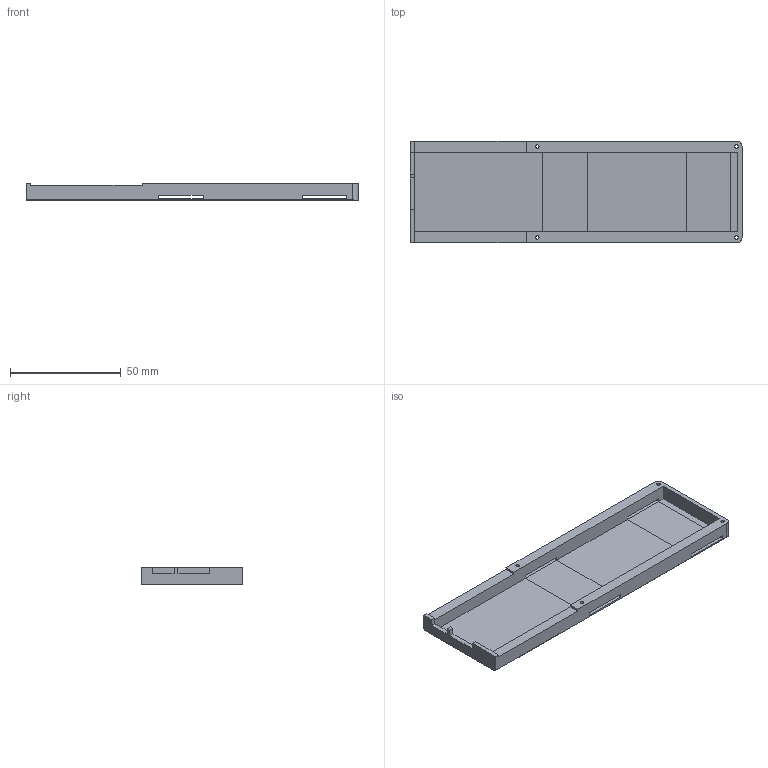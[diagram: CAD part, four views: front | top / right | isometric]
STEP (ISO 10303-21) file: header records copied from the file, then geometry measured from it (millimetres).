
FILE_DESCRIPTION(('FreeCAD Model'),'2;1');
FILE_NAME('case.step', '2015-03-02T17:35:04',('FreeCAD'),('FreeCAD'), 'Open CASCADE STEP processor 6.7','FreeCAD','Unknown');
FILE_SCHEMA(('AUTOMOTIVE_DESIGN_CC2 { 1 2 10303 214 -1 1 5 4 }'));
Length unit declared in the file: millimetre
Products named in the file (1): Simple
Bounding box: 150 x 46 x 8 mm (x, y, z)
Volume: 17035.6 mm3; surface area: 19836.4 mm2
Topology: 1 solids, 1 shells, 54 faces, 149 edges, 93 vertices
Faces by surface type: plane 48, cylinder 6
Full cylindrical faces by diameter (mm): 1.6 x4
Entity records: 3673 total; most frequent: CARTESIAN_POINT 723, DIRECTION 517, LINE 377, VECTOR 377, ORIENTED_EDGE 298, PCURVE 298, DEFINITIONAL_REPRESENTATION 298, EDGE_CURVE 149
